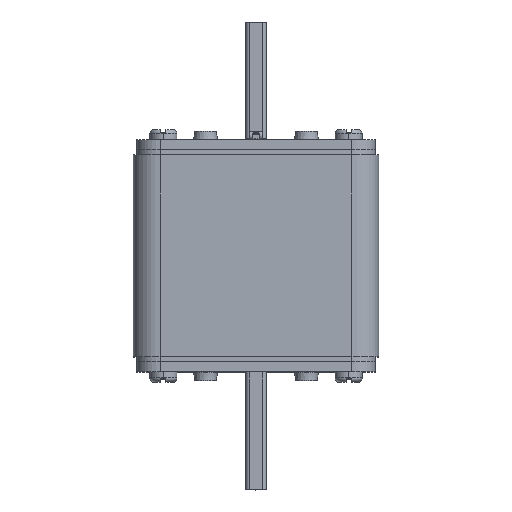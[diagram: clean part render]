
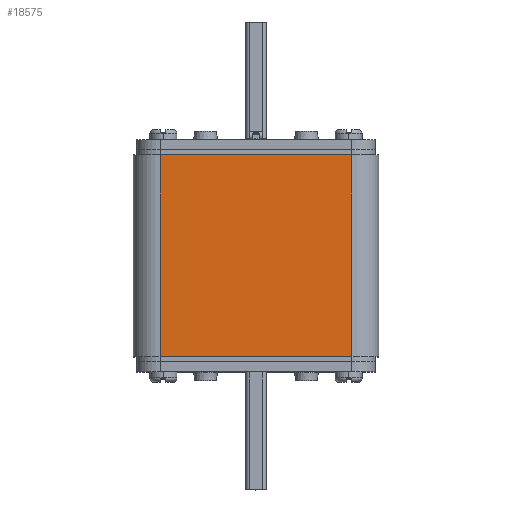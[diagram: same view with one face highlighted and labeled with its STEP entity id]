
A CAD part, top view. The second image highlights one B-rep face of the part: STEP entity #18575.
In plain terms, the highlighted face is planar.
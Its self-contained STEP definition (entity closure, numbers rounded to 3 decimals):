
#16999=DIRECTION('',(0.,0.,1.));
#17000=VECTOR('',#16999,60.);
#17001=CARTESIAN_POINT('',(36.5,28.5,-30.));
#17002=LINE('',#17001,#17000);
#17013=DIRECTION('',(0.,-1.,0.));
#17014=VECTOR('',#17013,57.);
#17015=CARTESIAN_POINT('',(36.5,28.5,-30.));
#17016=LINE('',#17015,#17014);
#17027=DIRECTION('',(0.,0.,-1.));
#17028=VECTOR('',#17027,60.);
#17029=CARTESIAN_POINT('',(36.5,-28.5,30.));
#17030=LINE('',#17029,#17028);
#17386=DIRECTION('',(0.,-1.,0.));
#17387=VECTOR('',#17386,57.);
#17388=CARTESIAN_POINT('',(36.5,28.5,30.));
#17389=LINE('',#17388,#17387);
#18279=CARTESIAN_POINT('',(36.5,28.5,-30.));
#18281=VERTEX_POINT('',#18279);
#18293=CARTESIAN_POINT('',(36.5,-28.5,-30.));
#18294=VERTEX_POINT('',#18293);
#18295=CARTESIAN_POINT('',(36.5,28.5,30.));
#18296=VERTEX_POINT('',#18295);
#18299=CARTESIAN_POINT('',(36.5,-28.5,30.));
#18300=VERTEX_POINT('',#18299);
#18562=CARTESIAN_POINT('',(36.5,-36.5,-30.));
#18563=DIRECTION('',(1.,0.,0.));
#18564=DIRECTION('',(0.,1.,0.));
#18565=AXIS2_PLACEMENT_3D('',#18562,#18563,#18564);
#18566=PLANE('',#18565);
#18567=ORIENTED_EDGE('',*,*,#18553,.F.);
#18568=ORIENTED_EDGE('',*,*,#18542,.T.);
#18570=ORIENTED_EDGE('',*,*,#18569,.F.);
#18572=ORIENTED_EDGE('',*,*,#18571,.F.);
#18573=EDGE_LOOP('',(#18567,#18568,#18570,#18572));
#18574=FACE_OUTER_BOUND('',#18573,.F.);
#18542=EDGE_CURVE('',#18281,#18294,#17016,.T.);
#18553=EDGE_CURVE('',#18281,#18296,#17002,.T.);
#18569=EDGE_CURVE('',#18300,#18294,#17030,.T.);
#18571=EDGE_CURVE('',#18296,#18300,#17389,.T.);
#18575=ADVANCED_FACE('',(#18574),#18566,.T.);
